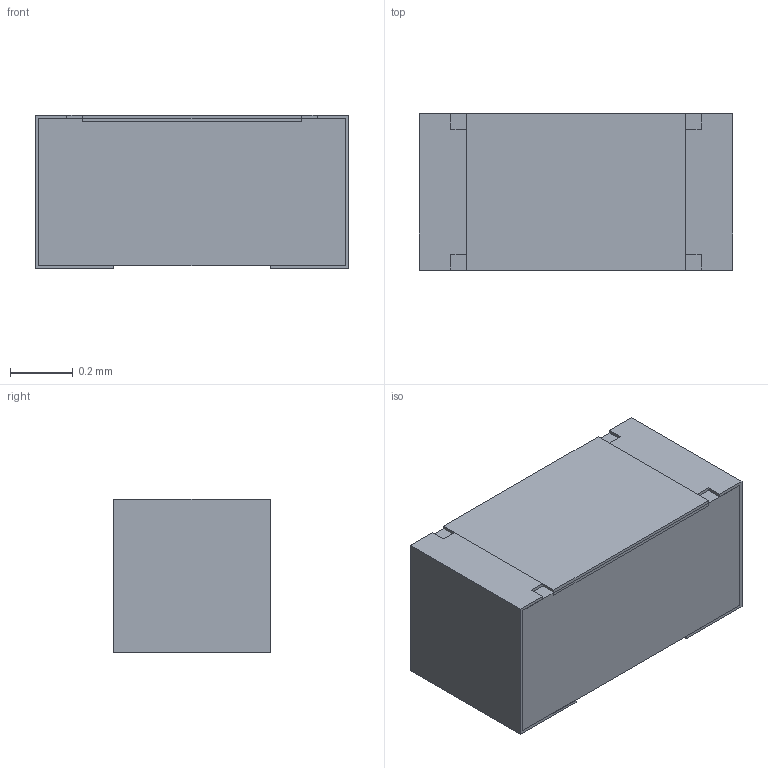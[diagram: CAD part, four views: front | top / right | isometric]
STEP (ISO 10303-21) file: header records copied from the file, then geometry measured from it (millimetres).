
FILE_DESCRIPTION(('FreeCAD Model'),'2;1');
FILE_NAME('555943.5.1.stp','2023-01-05T16:49:05',( 'Author'),(''),'Open CASCADE STEP processor 6.9','FreeCAD','Unknown' );
FILE_SCHEMA(('AUTOMOTIVE_DESIGN { 1 0 10303 214 1 1 1 1 }'));
Length unit declared in the file: millimetre
Products named in the file (4): ASSEMBLY; solidBody; Terminal; solidLid
Assembly tree (3 placements, depth 2):
  ASSEMBLY
    solidBody
    Terminal
    solidLid
Bounding box: 1 x 0.5 x 0.49 mm (x, y, z)
Volume: 0.2 mm3; surface area: 4.9 mm2
Topology: 4 solids, 4 shells, 40 faces, 96 edges, 64 vertices
Faces by surface type: plane 40
Entity records: 2484 total; most frequent: CARTESIAN_POINT 400, DIRECTION 372, LINE 284, VECTOR 284, ORIENTED_EDGE 192, PCURVE 192, DEFINITIONAL_REPRESENTATION 192, EDGE_CURVE 96
